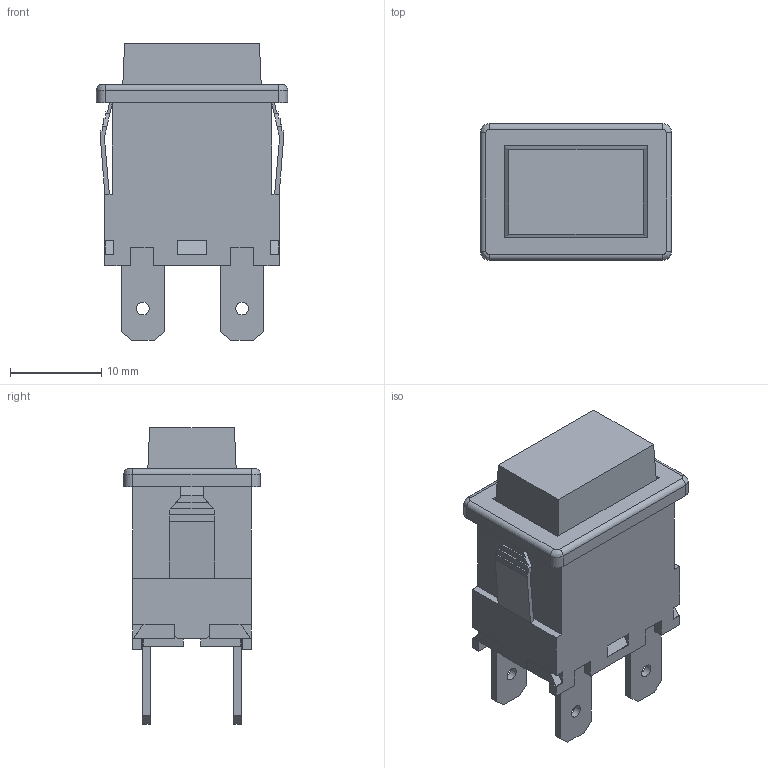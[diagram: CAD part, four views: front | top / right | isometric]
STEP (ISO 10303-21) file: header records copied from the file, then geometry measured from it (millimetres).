
FILE_DESCRIPTION((' '),'2;1');
FILE_NAME('PB1973GxxxxILEFx.stp','2017-07-20T16:26:43',(' '),(' '),' ','ACIS',' ');
FILE_SCHEMA(('CONFIG_CONTROL_DESIGN'));
Length unit declared in the file: inch
Products named in the file (1): PB1973GxxxxILEFx.stp
Bounding box: 21 x 15 x 32.6 mm (x, y, z)
Volume: 4331.7 mm3; surface area: 5257.6 mm2
Topology: 1 solids, 1 shells, 1162 faces, 3311 edges, 2166 vertices
Faces by surface type: plane 754, bspline 294, cylinder 90, sphere 16, torus 8
Full cylindrical faces by diameter (mm): 1.4 x4
Entity records: 39258 total; most frequent: CARTESIAN_POINT 10792, ORIENTED_EDGE 6574, DIRECTION 4657, EDGE_CURVE 3287, VECTOR 2495, LINE 2495, VERTEX_POINT 2154, EDGE_LOOP 1251
